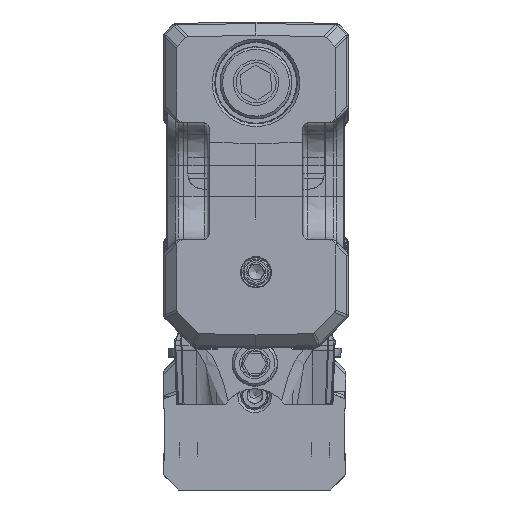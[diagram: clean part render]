
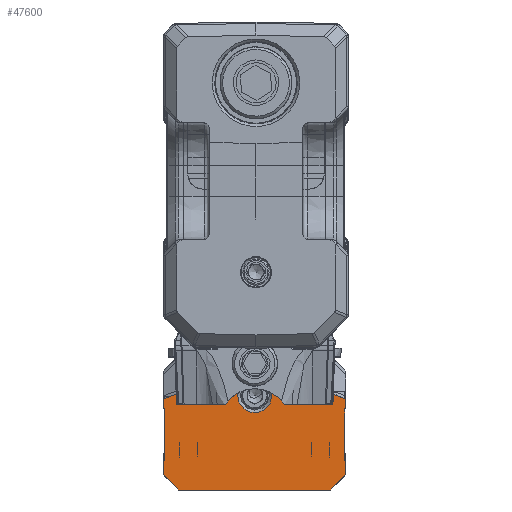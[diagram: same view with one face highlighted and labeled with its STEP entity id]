
A CAD part, front view. The second image highlights one B-rep face of the part: STEP entity #47600.
In plain terms, the highlighted planar face has unit normal (0, -1, 0).
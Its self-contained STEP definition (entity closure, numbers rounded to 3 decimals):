
#21368=PLANE('',#118660);
#29997=LINE('',#157146,#38249);
#29998=LINE('',#157148,#38250);
#30011=LINE('',#157184,#38263);
#30032=LINE('',#157246,#38284);
#30038=LINE('',#157268,#38290);
#30049=LINE('',#157296,#38301);
#30261=LINE('',#158365,#38513);
#30280=LINE('',#158526,#38532);
#30290=LINE('',#158550,#38542);
#30918=LINE('',#170172,#39243);
#30931=LINE('',#170201,#39256);
#31079=LINE('',#171882,#39404);
#31095=LINE('',#171966,#39420);
#31129=LINE('',#172123,#39454);
#31132=LINE('',#172129,#39457);
#31230=LINE('',#172796,#39555);
#31242=LINE('',#172826,#39567);
#31243=LINE('',#172829,#39568);
#38249=VECTOR('',#127532,1.);
#38250=VECTOR('',#127535,1.);
#38263=VECTOR('',#127562,1.);
#38284=VECTOR('',#127617,1.);
#38290=VECTOR('',#127637,1.);
#38301=VECTOR('',#127660,1.);
#38513=VECTOR('',#128602,1.);
#38532=VECTOR('',#128663,1.);
#38542=VECTOR('',#128683,1.);
#39243=VECTOR('',#131418,1.);
#39256=VECTOR('',#131445,1.);
#39404=VECTOR('',#131961,1.);
#39420=VECTOR('',#132043,1.);
#39454=VECTOR('',#132133,1.);
#39457=VECTOR('',#132140,1.);
#39555=VECTOR('',#132564,1.);
#39567=VECTOR('',#132612,1.);
#39568=VECTOR('',#132617,1.);
#47600=ADVANCED_FACE('',(#52068,#52069),#21368,.F.);
#52068=FACE_BOUND('',#54664,.T.);
#52069=FACE_BOUND('',#54665,.T.);
#54664=EDGE_LOOP('',(#68240,#68241,#68242,#68243,#68244,#68245,#68246,#68247,
#68248,#68249,#68250,#68251,#68252,#68253,#68254,#68255,#68256,#68257,#68258,
#68259,#68260,#68261));
#54665=EDGE_LOOP('',(#68262));
#68240=ORIENTED_EDGE('',*,*,#100720,.T.);
#68241=ORIENTED_EDGE('',*,*,#97815,.T.);
#68242=ORIENTED_EDGE('',*,*,#97816,.F.);
#68243=ORIENTED_EDGE('',*,*,#97834,.T.);
#68244=ORIENTED_EDGE('',*,*,#100719,.T.);
#68245=ORIENTED_EDGE('',*,*,#100468,.T.);
#68246=ORIENTED_EDGE('',*,*,#98402,.F.);
#68247=ORIENTED_EDGE('',*,*,#100535,.T.);
#68248=ORIENTED_EDGE('',*,*,#100707,.T.);
#68249=ORIENTED_EDGE('',*,*,#97889,.T.);
#68250=ORIENTED_EDGE('',*,*,#97875,.T.);
#68251=ORIENTED_EDGE('',*,*,#97864,.T.);
#68252=ORIENTED_EDGE('',*,*,#98389,.T.);
#68253=ORIENTED_EDGE('',*,*,#100538,.F.);
#68254=ORIENTED_EDGE('',*,*,#100186,.F.);
#68255=ORIENTED_EDGE('',*,*,#100188,.F.);
#68256=ORIENTED_EDGE('',*,*,#100597,.F.);
#68257=ORIENTED_EDGE('',*,*,#98340,.T.);
#68258=ORIENTED_EDGE('',*,*,#100599,.T.);
#68259=ORIENTED_EDGE('',*,*,#100493,.T.);
#68260=ORIENTED_EDGE('',*,*,#100492,.T.);
#68261=ORIENTED_EDGE('',*,*,#100173,.T.);
#68262=ORIENTED_EDGE('',*,*,#98116,.T.);
#88358=VERTEX_POINT('',#157143);
#88359=VERTEX_POINT('',#157145);
#88360=VERTEX_POINT('',#157149);
#88375=VERTEX_POINT('',#157183);
#88396=VERTEX_POINT('',#157240);
#88399=VERTEX_POINT('',#157245);
#88409=VERTEX_POINT('',#157269);
#88418=VERTEX_POINT('',#157293);
#88604=VERTEX_POINT('',#157857);
#88782=VERTEX_POINT('',#158364);
#88783=VERTEX_POINT('',#158366);
#88829=VERTEX_POINT('',#158525);
#88838=VERTEX_POINT('',#158549);
#88839=VERTEX_POINT('',#158551);
#89964=VERTEX_POINT('',#170171);
#89965=VERTEX_POINT('',#170173);
#89971=VERTEX_POINT('',#170194);
#89972=VERTEX_POINT('',#170196);
#89973=VERTEX_POINT('',#170200);
#90091=VERTEX_POINT('',#171880);
#90102=VERTEX_POINT('',#171963);
#90103=VERTEX_POINT('',#171967);
#90117=VERTEX_POINT('',#172122);
#97815=EDGE_CURVE('',#88358,#88359,#29997,.T.);
#97816=EDGE_CURVE('',#88360,#88359,#29998,.T.);
#97834=EDGE_CURVE('',#88360,#88375,#30011,.T.);
#97864=EDGE_CURVE('',#88396,#88399,#30032,.T.);
#97875=EDGE_CURVE('',#88409,#88396,#30038,.T.);
#97889=EDGE_CURVE('',#88418,#88409,#30049,.T.);
#98116=EDGE_CURVE('',#88604,#88604,#110748,.T.);
#98340=EDGE_CURVE('',#88783,#88782,#30261,.T.);
#98389=EDGE_CURVE('',#88399,#88829,#30280,.T.);
#98402=EDGE_CURVE('',#88838,#88839,#30290,.T.);
#100173=EDGE_CURVE('',#89965,#89964,#30918,.T.);
#100186=EDGE_CURVE('',#89972,#89971,#111308,.T.);
#100188=EDGE_CURVE('',#89973,#89972,#30931,.T.);
#100468=EDGE_CURVE('',#90091,#88839,#31079,.T.);
#100492=EDGE_CURVE('',#90102,#89965,#111342,.T.);
#100493=EDGE_CURVE('',#90103,#90102,#31095,.T.);
#100535=EDGE_CURVE('',#88838,#90117,#31129,.T.);
#100538=EDGE_CURVE('',#89971,#88829,#31132,.T.);
#100597=EDGE_CURVE('',#88783,#89973,#111358,.T.);
#100599=EDGE_CURVE('',#88782,#90103,#111359,.T.);
#100707=EDGE_CURVE('',#90117,#88418,#31230,.T.);
#100719=EDGE_CURVE('',#88375,#90091,#31242,.T.);
#100720=EDGE_CURVE('',#89964,#88358,#31243,.T.);
#110748=CIRCLE('',#117002,1.7);
#111308=CIRCLE('',#118227,0.8);
#111342=CIRCLE('',#118444,0.8);
#111358=CIRCLE('',#118536,0.8);
#111359=CIRCLE('',#118540,0.8);
#117002=AXIS2_PLACEMENT_3D('',#157856,#128137,#128138);
#118227=AXIS2_PLACEMENT_3D('',#170197,#131440,#131441);
#118444=AXIS2_PLACEMENT_3D('',#171964,#132039,#132040);
#118536=AXIS2_PLACEMENT_3D('',#172446,#132284,#132285);
#118540=AXIS2_PLACEMENT_3D('',#172451,#132293,#132294);
#118660=AXIS2_PLACEMENT_3D('',#172831,#132620,#132621);
#127532=DIRECTION('',(1.,0.,0.));
#127535=DIRECTION('',(0.,0.,1.));
#127562=DIRECTION('',(-1.,0.,0.));
#127617=DIRECTION('',(1.,0.,0.));
#127637=DIRECTION('',(0.,0.,1.));
#127660=DIRECTION('',(-1.,0.,0.));
#128137=DIRECTION('',(0.,1.,0.));
#128138=DIRECTION('',(-1.,0.,0.));
#128602=DIRECTION('',(-1.,0.,0.));
#128663=DIRECTION('',(0.,0.,1.));
#128683=DIRECTION('',(-1.,0.,0.));
#131418=DIRECTION('',(-0.94,0.,-0.342));
#131440=DIRECTION('',(0.,-1.,0.));
#131441=DIRECTION('',(-1.,0.,0.));
#131445=DIRECTION('',(-0.5,0.,-0.866));
#131961=DIRECTION('',(0.707,0.,-0.707));
#132039=DIRECTION('',(0.,1.,0.));
#132040=DIRECTION('',(-1.,0.,0.));
#132043=DIRECTION('',(0.5,0.,-0.866));
#132133=DIRECTION('',(0.707,0.,0.707));
#132140=DIRECTION('',(0.94,0.,-0.342));
#132284=DIRECTION('',(0.,1.,0.));
#132285=DIRECTION('',(-1.,0.,0.));
#132293=DIRECTION('',(0.,-1.,0.));
#132294=DIRECTION('',(-1.,0.,0.));
#132564=DIRECTION('',(0.,0.,1.));
#132612=DIRECTION('',(0.,0.,-1.));
#132617=DIRECTION('',(0.,0.,-1.));
#132620=DIRECTION('',(0.,1.,0.));
#132621=DIRECTION('',(0.,0.,1.));
#157143=CARTESIAN_POINT('',(-9.,912.5,-38.2));
#157145=CARTESIAN_POINT('',(-8.885,912.5,-38.2));
#157146=CARTESIAN_POINT('',(0.,912.5,-38.2));
#157148=CARTESIAN_POINT('',(-8.885,912.5,-46.2));
#157149=CARTESIAN_POINT('',(-8.885,912.5,-43.285));
#157183=CARTESIAN_POINT('',(-9.,912.5,-43.285));
#157184=CARTESIAN_POINT('',(0.,912.5,-43.285));
#157240=CARTESIAN_POINT('',(8.885,912.5,-38.2));
#157245=CARTESIAN_POINT('',(9.,912.5,-38.2));
#157246=CARTESIAN_POINT('',(0.,912.5,-38.2));
#157268=CARTESIAN_POINT('',(8.885,912.5,-46.2));
#157269=CARTESIAN_POINT('',(8.885,912.5,-43.285));
#157293=CARTESIAN_POINT('',(9.,912.5,-43.285));
#157296=CARTESIAN_POINT('',(0.,912.5,-43.285));
#157856=CARTESIAN_POINT('',(0.,912.5,-36.874));
#157857=CARTESIAN_POINT('',(-1.7,912.5,-36.874));
#158364=CARTESIAN_POINT('',(-5.922,912.5,-33.2));
#158365=CARTESIAN_POINT('',(0.,912.5,-33.2));
#158366=CARTESIAN_POINT('',(5.922,912.5,-33.2));
#158525=CARTESIAN_POINT('',(9.,912.5,-37.2));
#158526=CARTESIAN_POINT('',(9.,912.5,-46.2));
#158549=CARTESIAN_POINT('',(7.5,912.5,-46.2));
#158550=CARTESIAN_POINT('',(0.,912.5,-46.2));
#158551=CARTESIAN_POINT('',(-7.5,912.5,-46.2));
#170171=CARTESIAN_POINT('',(-9.,912.5,-37.2));
#170172=CARTESIAN_POINT('',(-3.945,912.5,-35.36));
#170173=CARTESIAN_POINT('',(-5.922,912.5,-36.08));
#170194=CARTESIAN_POINT('',(5.922,912.5,-36.08));
#170196=CARTESIAN_POINT('',(5.502,912.5,-34.928));
#170197=CARTESIAN_POINT('',(6.195,912.5,-35.328));
#170200=CARTESIAN_POINT('',(5.985,912.5,-34.092));
#170201=CARTESIAN_POINT('',(-0.754,912.5,-45.765));
#171880=CARTESIAN_POINT('',(-9.,912.5,-44.7));
#171882=CARTESIAN_POINT('',(-3.75,912.5,-49.95));
#171963=CARTESIAN_POINT('',(-5.502,912.5,-34.928));
#171964=CARTESIAN_POINT('',(-6.195,912.5,-35.328));
#171966=CARTESIAN_POINT('',(0.754,912.5,-45.765));
#171967=CARTESIAN_POINT('',(-5.985,912.5,-34.092));
#172122=CARTESIAN_POINT('',(9.,912.5,-44.7));
#172123=CARTESIAN_POINT('',(3.75,912.5,-49.95));
#172129=CARTESIAN_POINT('',(3.945,912.5,-35.36));
#172446=CARTESIAN_POINT('',(5.292,912.5,-33.692));
#172451=CARTESIAN_POINT('',(-5.292,912.5,-33.692));
#172796=CARTESIAN_POINT('',(9.,912.5,-46.2));
#172826=CARTESIAN_POINT('',(-9.,912.5,-46.2));
#172829=CARTESIAN_POINT('',(-9.,912.5,-46.2));
#172831=CARTESIAN_POINT('',(0.,912.5,-46.2));
